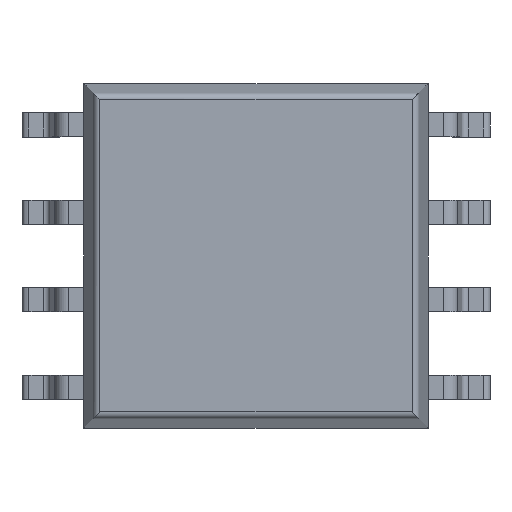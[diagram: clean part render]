
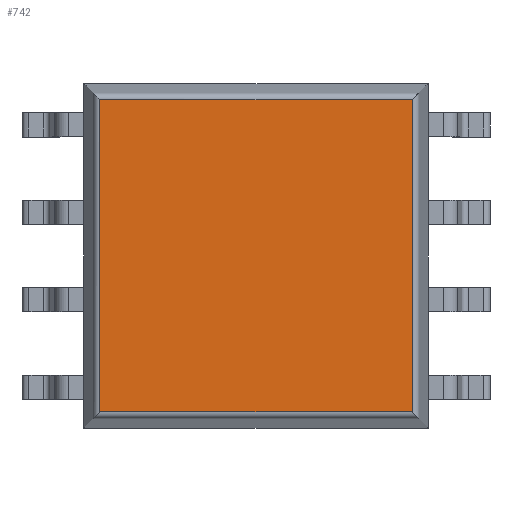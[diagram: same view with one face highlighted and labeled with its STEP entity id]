
A CAD part, top view. The second image highlights one B-rep face of the part: STEP entity #742.
In plain terms, the highlighted planar face has unit normal (0, 0, 1).
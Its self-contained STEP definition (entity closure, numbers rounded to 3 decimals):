
#62=PLANE('',#832);
#104=FACE_OUTER_BOUND('',#146,.T.);
#146=EDGE_LOOP('',(#671,#672,#673,#674));
#208=LINE('',#1253,#278);
#210=LINE('',#1260,#280);
#211=LINE('',#1263,#281);
#214=LINE('',#1269,#284);
#278=VECTOR('',#1028,10.);
#280=VECTOR('',#1036,10.);
#281=VECTOR('',#1039,10.);
#284=VECTOR('',#1046,10.);
#371=VERTEX_POINT('',#1250);
#372=VERTEX_POINT('',#1252);
#374=VERTEX_POINT('',#1258);
#375=VERTEX_POINT('',#1262);
#465=EDGE_CURVE('',#371,#372,#208,.T.);
#469=EDGE_CURVE('',#374,#371,#210,.T.);
#470=EDGE_CURVE('',#372,#375,#211,.T.);
#474=EDGE_CURVE('',#375,#374,#214,.T.);
#671=ORIENTED_EDGE('',*,*,#465,.F.);
#672=ORIENTED_EDGE('',*,*,#469,.F.);
#673=ORIENTED_EDGE('',*,*,#474,.F.);
#674=ORIENTED_EDGE('',*,*,#470,.F.);
#742=ADVANCED_FACE('',(#104),#62,.T.);
#832=AXIS2_PLACEMENT_3D('',#1275,#1054,#1055);
#1028=DIRECTION('',(-1.,0.,0.));
#1036=DIRECTION('',(0.,-1.,0.));
#1039=DIRECTION('',(0.,1.,0.));
#1046=DIRECTION('',(1.,0.,0.));
#1054=DIRECTION('center_axis',(0.,0.,1.));
#1055=DIRECTION('ref_axis',(1.,0.,0.));
#1250=CARTESIAN_POINT('',(2.267,-2.267,0.8));
#1252=CARTESIAN_POINT('',(-2.267,-2.267,0.8));
#1253=CARTESIAN_POINT('',(1.25,-2.267,0.8));
#1258=CARTESIAN_POINT('',(2.267,2.267,0.8));
#1260=CARTESIAN_POINT('',(2.267,1.25,0.8));
#1262=CARTESIAN_POINT('',(-2.267,2.267,0.8));
#1263=CARTESIAN_POINT('',(-2.267,-1.25,0.8));
#1269=CARTESIAN_POINT('',(-1.25,2.267,0.8));
#1275=CARTESIAN_POINT('Origin',(0.,0.,0.8));
